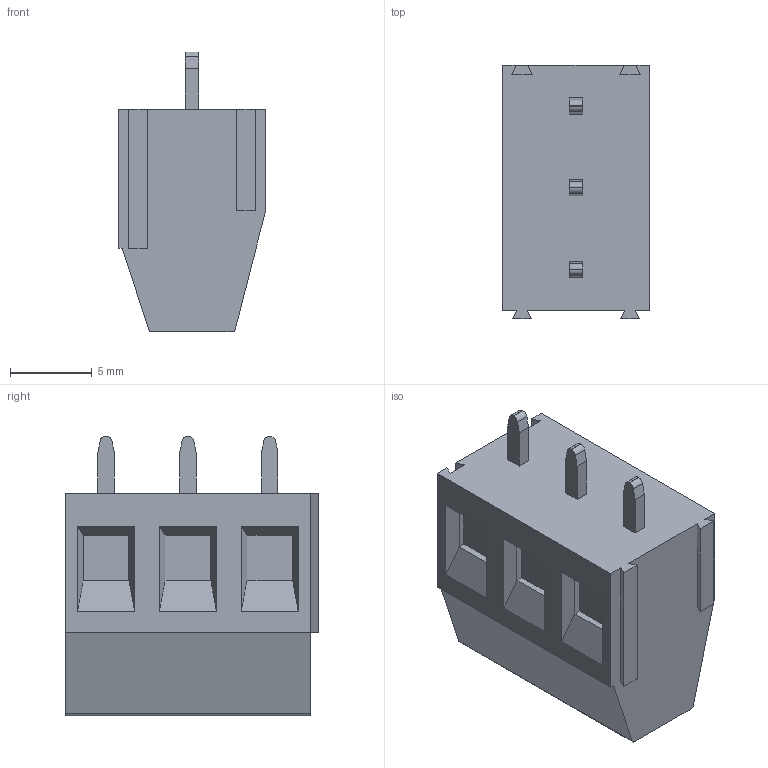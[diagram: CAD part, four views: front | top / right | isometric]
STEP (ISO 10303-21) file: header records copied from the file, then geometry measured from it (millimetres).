
FILE_DESCRIPTION( ('This file contains a STEP AP42 implementation' ,'as created by ZW3D STEP Interface translator.') ,'2;1' );
FILE_NAME( 'WJ125-5.0-03P-00A.stp' ,'22 530.135359', (''), ('ZWCAD Software Co.'), 'Version 1.0', 'ZW3D to STEP translator', '' );
FILE_SCHEMA(('AUTOMOTIVE_DESIGN'));
Length unit declared in the file: millimetre
Products named in the file (2): 0; wj125-500-xxp-1yy-00a_asm
Bounding box: 9 x 15.5 x 17.1 mm (x, y, z)
Volume: 1569.5 mm3; surface area: 1282.8 mm2
Topology: 1 solids, 3 shells, 298 faces, 791 edges, 513 vertices
Faces by surface type: bspline 298
Entity records: 16028 total; most frequent: CARTESIAN_POINT 11096, ORIENTED_EDGE 1580, EDGE_CURVE 789, B_SPLINE_CURVE_WITH_KNOTS 588, VERTEX_POINT 513, EDGE_LOOP 332, FACE_OUTER_BOUND 298, ADVANCED_FACE 298
